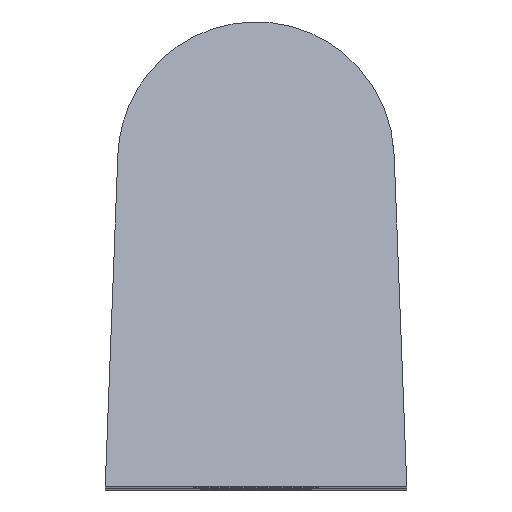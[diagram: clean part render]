
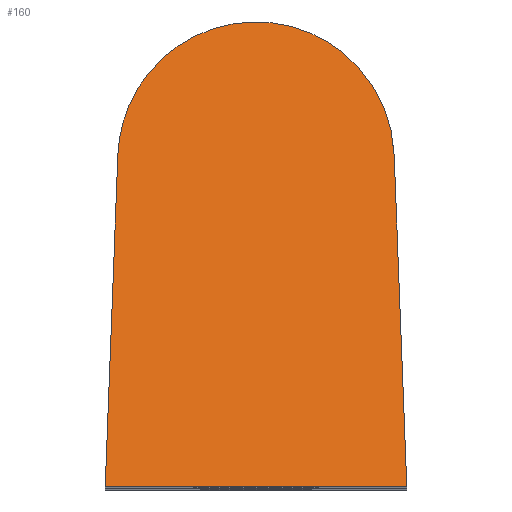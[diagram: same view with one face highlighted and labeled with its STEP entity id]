
A CAD part, top view. The second image highlights one B-rep face of the part: STEP entity #160.
In plain terms, the highlighted planar face has unit normal (0, 0.261, 0.965).
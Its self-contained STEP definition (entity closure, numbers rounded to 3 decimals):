
#160 = ADVANCED_FACE( '', ( #311 ), #312, .T. );
#311 = FACE_OUTER_BOUND( '', #441, .T. );
#312 = PLANE( '', #442 );
#441 = EDGE_LOOP( '', ( #654, #655, #656, #657 ) );
#442 = AXIS2_PLACEMENT_3D( '', #658, #659, #660 );
#654 = ORIENTED_EDGE( '', *, *, #708, .T. );
#655 = ORIENTED_EDGE( '', *, *, #735, .T. );
#656 = ORIENTED_EDGE( '', *, *, #663, .T. );
#657 = ORIENTED_EDGE( '', *, *, #714, .T. );
#658 = CARTESIAN_POINT( '', ( 6., -13., 38. ) );
#659 = DIRECTION( '', ( 0., 0.261, 0.965 ) );
#660 = DIRECTION( '', ( 0., -0.965, 0.261 ) );
#663 = EDGE_CURVE( '', #739, #740, #741, .T. );
#708 = EDGE_CURVE( '', #811, #812, #813, .T. );
#714 = EDGE_CURVE( '', #740, #811, #819, .T. );
#735 = EDGE_CURVE( '', #812, #739, #847, .T. );
#739 = VERTEX_POINT( '', #851 );
#740 = VERTEX_POINT( '', #852 );
#741 = LINE( '', #853, #854 );
#811 = VERTEX_POINT( '', #938 );
#812 = VERTEX_POINT( '', #939 );
#813 = LINE( '', #940, #941 );
#819 = ELLIPSE( '', #950, 5.697, 5.5 );
#847 = LINE( '', #978, #979 );
#851 = CARTESIAN_POINT( '', ( 6., -13., 38. ) );
#852 = CARTESIAN_POINT( '', ( 5.496, 0.21, 34.43 ) );
#853 = CARTESIAN_POINT( '', ( 6., -13., 38. ) );
#854 = VECTOR( '', #982, 1000. );
#938 = CARTESIAN_POINT( '', ( -5.496, 0.21, 34.43 ) );
#939 = CARTESIAN_POINT( '', ( -6., -13., 38. ) );
#940 = CARTESIAN_POINT( '', ( -5.53, -0.688, 34.673 ) );
#941 = VECTOR( '', #1045, 1000. );
#950 = AXIS2_PLACEMENT_3D( '', #1049, #1050, #1051 );
#978 = CARTESIAN_POINT( '', ( -6., -13., 38. ) );
#979 = VECTOR( '', #1073, 1000. );
#982 = DIRECTION( '', ( -0.037, 0.965, -0.261 ) );
#1045 = DIRECTION( '', ( -0.037, -0.965, 0.261 ) );
#1049 = CARTESIAN_POINT( '', ( 0., 0., 34.486 ) );
#1050 = DIRECTION( '', ( 0., 0.261, 0.965 ) );
#1051 = DIRECTION( '', ( 0., 0.965, -0.261 ) );
#1073 = DIRECTION( '', ( 1., 0., 0. ) );
